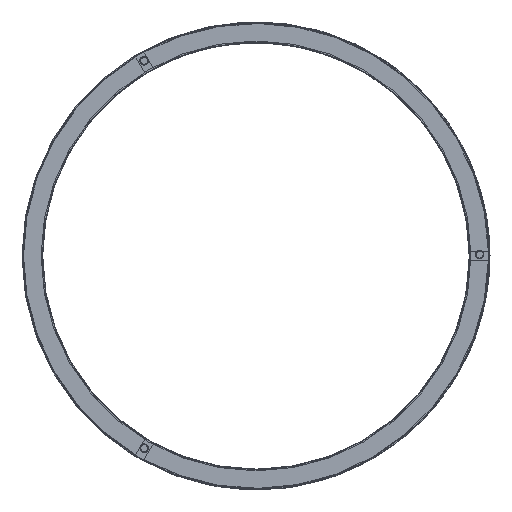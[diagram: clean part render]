
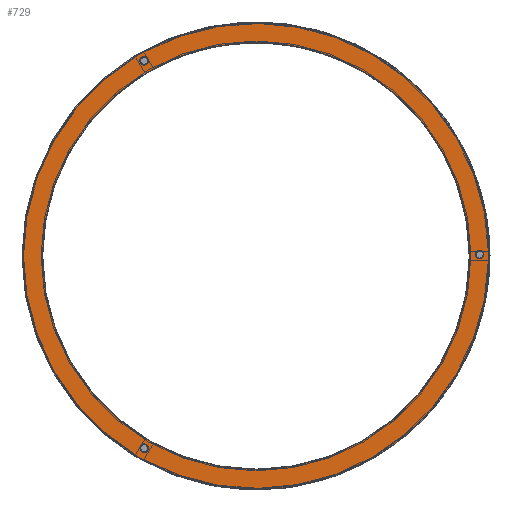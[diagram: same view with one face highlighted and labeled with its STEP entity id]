
A CAD part, top view. The second image highlights one B-rep face of the part: STEP entity #729.
In plain terms, the highlighted face is planar.
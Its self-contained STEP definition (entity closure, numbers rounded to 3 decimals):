
#159=FACE_BOUND('',#247,.T.);
#160=FACE_BOUND('',#248,.T.);
#161=FACE_BOUND('',#249,.T.);
#162=FACE_BOUND('',#250,.T.);
#168=PLANE('',#882);
#198=FACE_OUTER_BOUND('',#246,.T.);
#246=EDGE_LOOP('',(#575,#576));
#247=EDGE_LOOP('',(#577));
#248=EDGE_LOOP('',(#578));
#249=EDGE_LOOP('',(#579));
#250=EDGE_LOOP('',(#580,#581));
#317=CIRCLE('',#879,274.25);
#319=CIRCLE('',#881,274.25);
#320=CIRCLE('',#883,299.25);
#321=CIRCLE('',#884,299.25);
#322=CIRCLE('',#885,1.5);
#323=CIRCLE('',#886,1.5);
#324=CIRCLE('',#887,1.5);
#383=VERTEX_POINT('',#1315);
#384=VERTEX_POINT('',#1316);
#385=VERTEX_POINT('',#1321);
#386=VERTEX_POINT('',#1322);
#387=VERTEX_POINT('',#1325);
#388=VERTEX_POINT('',#1327);
#389=VERTEX_POINT('',#1329);
#456=EDGE_CURVE('',#383,#384,#317,.T.);
#458=EDGE_CURVE('',#384,#383,#319,.T.);
#459=EDGE_CURVE('',#385,#386,#320,.T.);
#460=EDGE_CURVE('',#386,#385,#321,.T.);
#461=EDGE_CURVE('',#387,#387,#322,.T.);
#462=EDGE_CURVE('',#388,#388,#323,.T.);
#463=EDGE_CURVE('',#389,#389,#324,.T.);
#575=ORIENTED_EDGE('',*,*,#459,.F.);
#576=ORIENTED_EDGE('',*,*,#460,.F.);
#577=ORIENTED_EDGE('',*,*,#461,.T.);
#578=ORIENTED_EDGE('',*,*,#462,.T.);
#579=ORIENTED_EDGE('',*,*,#463,.T.);
#580=ORIENTED_EDGE('',*,*,#456,.F.);
#581=ORIENTED_EDGE('',*,*,#458,.F.);
#729=ADVANCED_FACE('',(#198,#159,#160,#161,#162),#168,.F.);
#879=AXIS2_PLACEMENT_3D('',#1317,#1041,#1042);
#881=AXIS2_PLACEMENT_3D('',#1319,#1045,#1046);
#882=AXIS2_PLACEMENT_3D('',#1320,#1047,#1048);
#883=AXIS2_PLACEMENT_3D('',#1323,#1049,#1050);
#884=AXIS2_PLACEMENT_3D('',#1324,#1051,#1052);
#885=AXIS2_PLACEMENT_3D('',#1326,#1053,#1054);
#886=AXIS2_PLACEMENT_3D('',#1328,#1055,#1056);
#887=AXIS2_PLACEMENT_3D('',#1330,#1057,#1058);
#1041=DIRECTION('center_axis',(0.,0.,-1.));
#1042=DIRECTION('ref_axis',(-0.519,-0.855,0.));
#1045=DIRECTION('center_axis',(0.,0.,-1.));
#1046=DIRECTION('ref_axis',(-0.519,-0.855,0.));
#1047=DIRECTION('center_axis',(0.,0.,1.));
#1048=DIRECTION('ref_axis',(1.,0.,0.));
#1049=DIRECTION('center_axis',(0.,0.,1.));
#1050=DIRECTION('ref_axis',(-0.517,-0.856,0.));
#1051=DIRECTION('center_axis',(0.,0.,1.));
#1052=DIRECTION('ref_axis',(-0.517,-0.856,0.));
#1053=DIRECTION('center_axis',(0.,0.,1.));
#1054=DIRECTION('ref_axis',(0.5,0.866,0.));
#1055=DIRECTION('center_axis',(0.,0.,1.));
#1056=DIRECTION('ref_axis',(0.5,-0.866,0.));
#1057=DIRECTION('center_axis',(0.,0.,1.));
#1058=DIRECTION('ref_axis',(-1.,0.,0.));
#1315=CARTESIAN_POINT('',(142.302,234.442,0.));
#1316=CARTESIAN_POINT('',(-274.25,0.,0.));
#1317=CARTESIAN_POINT('Origin',(0.,0.,0.));
#1319=CARTESIAN_POINT('Origin',(0.,0.,0.));
#1320=CARTESIAN_POINT('Origin',(0.,0.,
0.));
#1321=CARTESIAN_POINT('',(154.778,256.114,0.));
#1322=CARTESIAN_POINT('',(299.25,0.,0.));
#1323=CARTESIAN_POINT('Origin',(0.,0.,0.));
#1324=CARTESIAN_POINT('Origin',(0.,0.,0.));
#1325=CARTESIAN_POINT('',(142.625,247.034,0.));
#1326=CARTESIAN_POINT('Origin',(143.375,248.333,0.));
#1327=CARTESIAN_POINT('',(142.625,-247.034,0.));
#1328=CARTESIAN_POINT('Origin',(143.375,-248.333,0.));
#1329=CARTESIAN_POINT('',(-285.25,0.,0.));
#1330=CARTESIAN_POINT('Origin',(-286.75,0.,0.));
